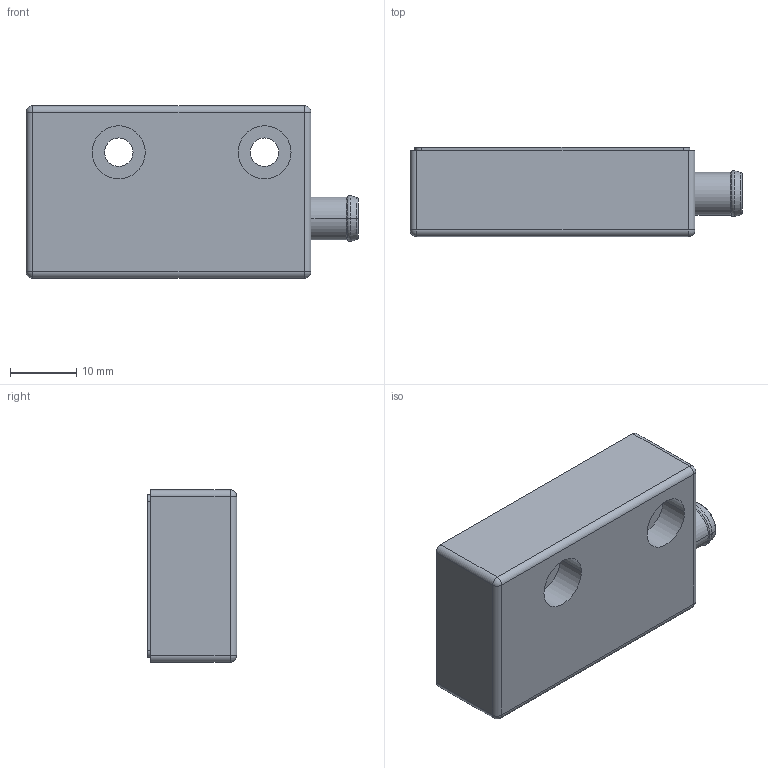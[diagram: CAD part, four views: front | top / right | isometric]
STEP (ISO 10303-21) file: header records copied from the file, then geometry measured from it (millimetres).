
FILE_DESCRIPTION((''),'2;1');
FILE_NAME('210927_ASM','2019-03-19T12:59:47',('pdmadmin'),('BANNER ENGINEERING'),'CREO PARAMETRIC BY PTC INC, 2018300','CREO PARAMETRIC BY PTC INC, 2018300','');
FILE_SCHEMA(('CONFIG_CONTROL_DESIGN'));
Length unit declared in the file: millimetre
Products named in the file (2): 807139; 210927_ASM
Assembly tree (1 placements, depth 2):
  210927_ASM
    807139
Bounding box: 50.1 x 13.5 x 26 mm (x, y, z)
Volume: 13942 mm3; surface area: 5839.5 mm2
Topology: 1 solids, 1 shells, 170 faces, 478 edges, 306 vertices
Faces by surface type: cylinder 82, plane 57, torus 15, sphere 12, cone 4
Entity records: 5629 total; most frequent: CARTESIAN_POINT 1034, DIRECTION 1015, ORIENTED_EDGE 932, EDGE_CURVE 466, AXIS2_PLACEMENT_3D 396, VERTEX_POINT 306, VECTOR 223, LINE 223
